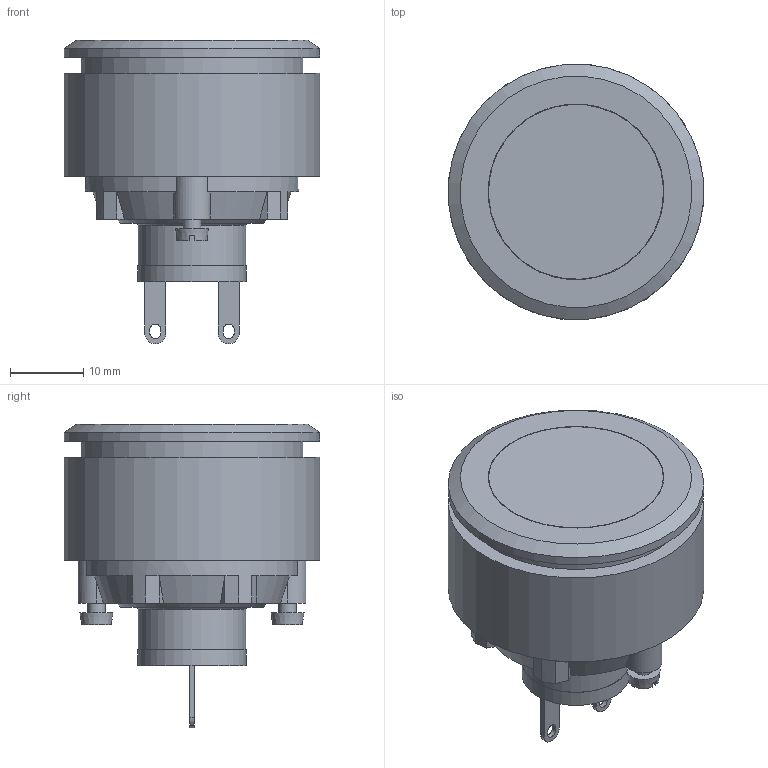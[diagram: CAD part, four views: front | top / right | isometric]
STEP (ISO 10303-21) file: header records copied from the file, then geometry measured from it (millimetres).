
FILE_DESCRIPTION(/* description */ (''),/* implementation_level */ '2;1');
FILE_NAME(/* name */ 'LAPPLU30xxxxxxx.stp',/* time_stamp */ '2025-05-22T14:17:36-05:00',/* author */ ('mroman'),/* organization */ (''),/* preprocessor_version */ 'ST-DEVELOPER v18.1',/* originating_system */ 'Autodesk Inventor 2022',/* authorisation */ '');
FILE_SCHEMA (('AUTOMOTIVE_DESIGN { 1 0 10303 214 3 1 1 }'));
Length unit declared in the file: centimetre
Products named in the file (1): LAPPLU30xxxxxxx
Bounding box: 34.74 x 34.74 x 41.3 mm (x, y, z)
Volume: 16499.4 mm3; surface area: 14128.6 mm2
Topology: 1 solids, 5 shells, 238 faces, 557 edges, 362 vertices
Faces by surface type: plane 161, cylinder 42, cone 28, torus 6, sphere 1
Full cylindrical faces by diameter (mm): 2.4 x2, 3.5 x2, 5.7 x2, 7 x1, 13 x1, 14.5 x1, 14.6 x1, 14.7 x1, 16.1 x1, 19.8 x1, 21.1 x1, 21.5 x2, 23 x1, 23.8 x1, 23.94 x1, 24.6 x1, 25.917 x1, 26 x1, 27.5 x1, 29 x1, 30.25 x1, 30.8 x1, 34.8 x2
Entity records: 6819 total; most frequent: CARTESIAN_POINT 1225, DIRECTION 1186, ORIENTED_EDGE 1112, EDGE_CURVE 556, AXIS2_PLACEMENT_3D 423, VERTEX_POINT 362, LINE 340, VECTOR 340
